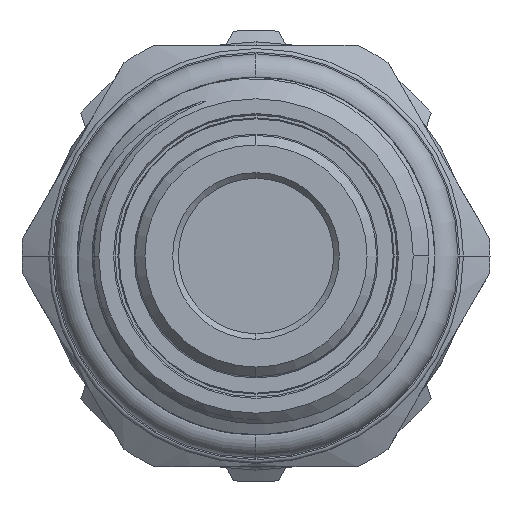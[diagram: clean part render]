
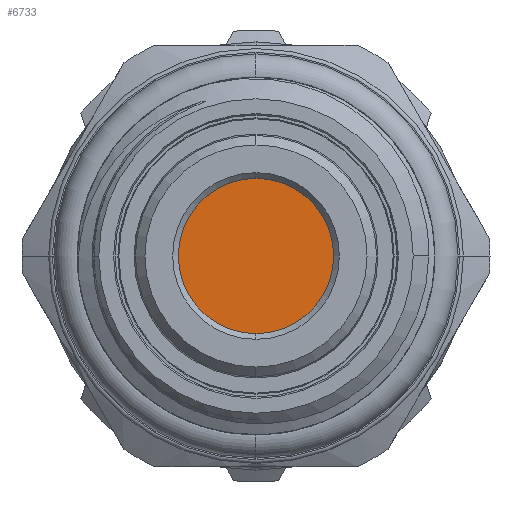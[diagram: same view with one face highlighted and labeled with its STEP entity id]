
A CAD part, left-side view. The second image highlights one B-rep face of the part: STEP entity #6733.
In plain terms, the highlighted planar face has unit normal (-1, 0, 0).
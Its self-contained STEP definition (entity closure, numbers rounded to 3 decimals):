
#127 = DIRECTION ( 'NONE',  ( 1., 0., 0. ) ) ;
#959 = DIRECTION ( 'NONE',  ( 0., 0., -1. ) ) ;
#1473 = EDGE_CURVE ( 'NONE', #3980, #2521, #6444, .T. ) ;
#1906 = CARTESIAN_POINT ( 'NONE',  ( 4.339, 0., 0. ) ) ;
#1947 = FACE_OUTER_BOUND ( 'NONE', #2873, .T. ) ;
#2516 = AXIS2_PLACEMENT_3D ( 'NONE', #1906, #8978, #2594 ) ;
#2521 = VERTEX_POINT ( 'NONE', #3328 ) ;
#2594 = DIRECTION ( 'NONE',  ( 0., 0., -1. ) ) ;
#2873 = EDGE_LOOP ( 'NONE', ( #7668, #6460 ) ) ;
#3328 = CARTESIAN_POINT ( 'NONE',  ( 4.339, 0., -4.09 ) ) ;
#3348 = EDGE_CURVE ( 'NONE', #2521, #3980, #3770, .T. ) ;
#3770 = CIRCLE ( 'NONE', #9006, 4.09 ) ;
#3817 = CARTESIAN_POINT ( 'NONE',  ( 4.339, 0., 0. ) ) ;
#3980 = VERTEX_POINT ( 'NONE', #5333 ) ;
#4589 = DIRECTION ( 'NONE',  ( 0., 0., -1. ) ) ;
#5333 = CARTESIAN_POINT ( 'NONE',  ( 4.339, 0., 4.09 ) ) ;
#6106 = AXIS2_PLACEMENT_3D ( 'NONE', #8803, #6692, #4589 ) ;
#6143 = PLANE ( 'NONE',  #2516 ) ;
#6444 = CIRCLE ( 'NONE', #6106, 4.09 ) ;
#6460 = ORIENTED_EDGE ( 'NONE', *, *, #3348, .F. ) ;
#6692 = DIRECTION ( 'NONE',  ( 1., 0., 0. ) ) ;
#6733 = ADVANCED_FACE ( 'NONE', ( #1947 ), #6143, .F. ) ;
#7668 = ORIENTED_EDGE ( 'NONE', *, *, #1473, .F. ) ;
#8803 = CARTESIAN_POINT ( 'NONE',  ( 4.339, 0., 0. ) ) ;
#8978 = DIRECTION ( 'NONE',  ( 1., 0., 0. ) ) ;
#9006 = AXIS2_PLACEMENT_3D ( 'NONE', #3817, #127, #959 ) ;
